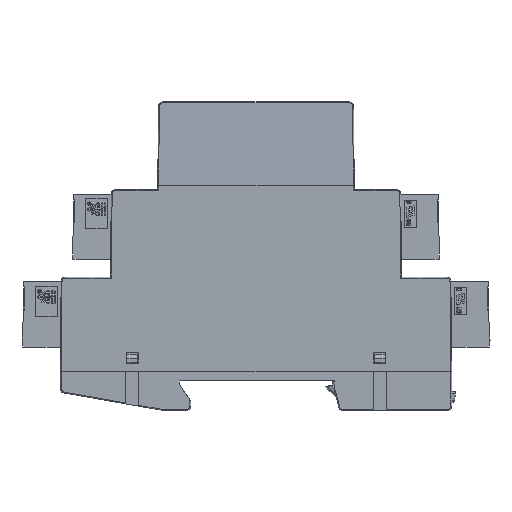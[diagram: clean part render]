
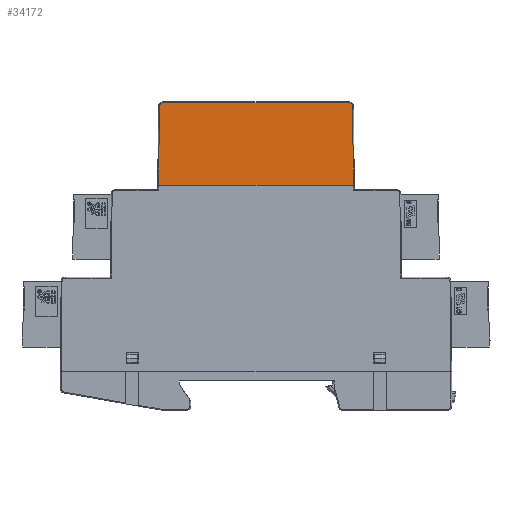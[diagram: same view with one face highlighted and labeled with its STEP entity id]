
A CAD part, left-side view. The second image highlights one B-rep face of the part: STEP entity #34172.
In plain terms, the highlighted planar face has unit normal (-1, 0, 0.005).
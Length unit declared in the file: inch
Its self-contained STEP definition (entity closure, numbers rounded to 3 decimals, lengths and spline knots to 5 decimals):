
#368 = LINE ( 'NONE', #18151, #29755 ) ;
#2579 = CARTESIAN_POINT ( 'NONE',  ( -0.34666, 0.87336, 1.35465 ) ) ;
#3719 = VECTOR ( 'NONE', #74753, 39.37008 ) ;
#3985 = VECTOR ( 'NONE', #48602, 39.37008 ) ;
#5128 = ORIENTED_EDGE ( 'NONE', *, *, #54935, .F. ) ;
#6268 = CARTESIAN_POINT ( 'NONE',  ( -0.34666, 0.87336, 1.35465 ) ) ;
#7038 = CARTESIAN_POINT ( 'NONE',  ( -0.34656, -0.8732, 1.37297 ) ) ;
#9192 = ORIENTED_EDGE ( 'NONE', *, *, #57121, .F. ) ;
#12006 = ORIENTED_EDGE ( 'NONE', *, *, #17798, .F. ) ;
#13790 = EDGE_CURVE ( 'NONE', #52438, #57572, #47482, .T. ) ;
#13807 = CARTESIAN_POINT ( 'NONE',  ( -0.34993, 0.8788, 0.73116 ) ) ;
#17127 = VERTEX_POINT ( 'NONE', #42591 ) ;
#17384 = CARTESIAN_POINT ( 'NONE',  ( -0.35349, -0.75839, 0.05072 ) ) ;
#17798 = EDGE_CURVE ( 'NONE', #17127, #19444, #368, .T. ) ;
#17858 = ORIENTED_EDGE ( 'NONE', *, *, #20995, .F. ) ;
#18151 = CARTESIAN_POINT ( 'NONE',  ( -0.3465, -0.3792, 1.38587 ) ) ;
#18265 = CARTESIAN_POINT ( 'NONE',  ( -0.35039, -0.87958, 0.64173 ) ) ;
#19444 = VERTEX_POINT ( 'NONE', #70796 ) ;
#20540 = CARTESIAN_POINT ( 'NONE',  ( -0.35039, 0.87958, 0.64173 ) ) ;
#20995 = EDGE_CURVE ( 'NONE', #73043, #17127, #68034, .T. ) ;
#23432 = DIRECTION ( 'NONE',  ( 0., -1., 0. ) ) ;
#24059 = CARTESIAN_POINT ( 'NONE',  ( -0.34666, -0.87336, 1.35465 ) ) ;
#25627 = CARTESIAN_POINT ( 'NONE',  ( -0.34656, 0.8732, 1.37297 ) ) ;
#26270 = CARTESIAN_POINT ( 'NONE',  ( -0.34666, -0.87336, 1.35465 ) ) ;
#29755 = VECTOR ( 'NONE', #23432, 39.37008 ) ;
#30104 = CARTESIAN_POINT ( 'NONE',  ( -0.3465, -0.84186, 1.38587 ) ) ;
#31588 = LINE ( 'NONE', #13807, #3985 ) ;
#34172 = ADVANCED_FACE ( 'NONE', ( #51824 ), #58990, .T. ) ;
#35392 = EDGE_CURVE ( 'NONE', #19444, #68460, #47251, .T. ) ;
#35531 = DIRECTION ( 'NONE',  ( -1., 0., 0.005 ) ) ;
#36263 = CARTESIAN_POINT ( 'NONE',  ( -0.3465, 0.86018, 1.38587 ) ) ;
#37381 = VECTOR ( 'NONE', #52807, 39.37008 ) ;
#41051 = CARTESIAN_POINT ( 'NONE',  ( -0.34996, -0.87886, 0.72454 ) ) ;
#41826 = CARTESIAN_POINT ( 'NONE',  ( -0.35039, 0.06453, 0.64173 ) ) ;
#42591 = CARTESIAN_POINT ( 'NONE',  ( -0.3465, 0.84186, 1.38587 ) ) ;
#47251 =( BOUNDED_CURVE ( )  B_SPLINE_CURVE ( 3, ( #30104, #70967, #7038, #24059 ),
 .UNSPECIFIED., .F., .T. ) 
 B_SPLINE_CURVE_WITH_KNOTS ( ( 4, 4 ),
 ( 0., 1.56207 ),
 .UNSPECIFIED. ) 
 CURVE ( )  GEOMETRIC_REPRESENTATION_ITEM ( )  RATIONAL_B_SPLINE_CURVE ( ( 1., 0.807, 0.807, 1. ) ) 
 REPRESENTATION_ITEM ( '' )  );
#47482 = LINE ( 'NONE', #41826, #37381 ) ;
#48602 = DIRECTION ( 'NONE',  ( 0.005, -0.009, 1. ) ) ;
#51651 = LINE ( 'NONE', #41051, #3719 ) ;
#51824 = FACE_OUTER_BOUND ( 'NONE', #64496, .T. ) ;
#52438 = VERTEX_POINT ( 'NONE', #18265 ) ;
#52580 = ORIENTED_EDGE ( 'NONE', *, *, #35392, .F. ) ;
#52807 = DIRECTION ( 'NONE',  ( 0., 1., 0. ) ) ;
#54935 = EDGE_CURVE ( 'NONE', #68460, #52438, #51651, .T. ) ;
#57121 = EDGE_CURVE ( 'NONE', #57572, #73043, #31588, .T. ) ;
#57572 = VERTEX_POINT ( 'NONE', #20540 ) ;
#58990 = PLANE ( 'NONE',  #69913 ) ;
#59318 = CARTESIAN_POINT ( 'NONE',  ( -0.3465, 0.84186, 1.38587 ) ) ;
#62877 = ORIENTED_EDGE ( 'NONE', *, *, #13790, .F. ) ;
#64496 = EDGE_LOOP ( 'NONE', ( #5128, #52580, #12006, #17858, #9192, #62877 ) ) ;
#68034 =( BOUNDED_CURVE ( )  B_SPLINE_CURVE ( 3, ( #2579, #25627, #36263, #59318 ),
 .UNSPECIFIED., .F., .F. ) 
 B_SPLINE_CURVE_WITH_KNOTS ( ( 4, 4 ),
 ( 4.72112, 6.28319 ),
 .UNSPECIFIED. ) 
 CURVE ( )  GEOMETRIC_REPRESENTATION_ITEM ( )  RATIONAL_B_SPLINE_CURVE ( ( 1., 0.807, 0.807, 1. ) ) 
 REPRESENTATION_ITEM ( '' )  );
#68460 = VERTEX_POINT ( 'NONE', #26270 ) ;
#69601 = DIRECTION ( 'NONE',  ( 0., 1., 0. ) ) ;
#69913 = AXIS2_PLACEMENT_3D ( 'NONE', #17384, #35531, #69601 ) ;
#70796 = CARTESIAN_POINT ( 'NONE',  ( -0.3465, -0.84186, 1.38587 ) ) ;
#70967 = CARTESIAN_POINT ( 'NONE',  ( -0.3465, -0.86018, 1.38587 ) ) ;
#73043 = VERTEX_POINT ( 'NONE', #6268 ) ;
#74753 = DIRECTION ( 'NONE',  ( -0.005, -0.009, -1. ) ) ;
